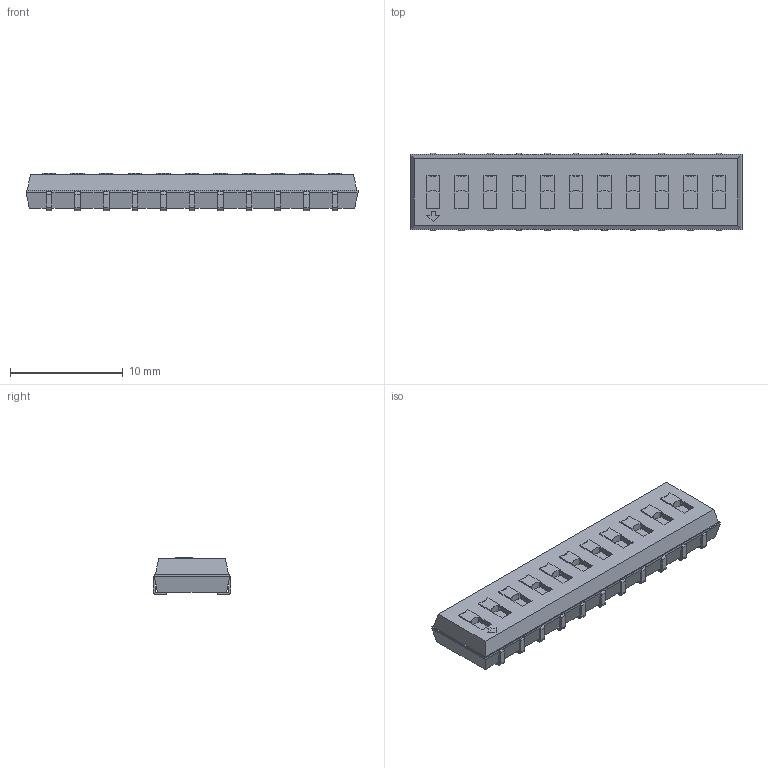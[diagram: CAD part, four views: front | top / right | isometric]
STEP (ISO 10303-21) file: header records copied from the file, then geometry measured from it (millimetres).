
FILE_DESCRIPTION(/* description */ ('model of SW_DIP_SPSTx11_Slide_6.7x29.5mm_W6.73mm_P2.54mm_LowProfile_JPin'),/* implementation_level */ '2;1');
FILE_NAME(/* name */ 'SW_DIP_SPSTx11_Slide_6.7x29.5mm_W6.73mm_P2.54mm_LowProfile_JPin.step',/* time_stamp */ '2018-12-27T15:15:05',/* author */ ('Terje Io','https://github.com/terjeio'),/* organization */ ('FreeCAD'),/* preprocessor_version */ 'OCC',/* originating_system */ 'kicad StepUp',/* authorisation */ '');
FILE_SCHEMA(('AUTOMOTIVE_DESIGN { 1 0 10303 214 1 1 1 1 }'));
Length unit declared in the file: millimetre
Products named in the file (1): SW_DIP_SPSTx11_Slide_67x295mm_W673mm_P254mm_LowProfile_JPin
Bounding box: 29.5 x 6.9 x 3.3 mm (x, y, z)
Volume: 549.3 mm3; surface area: 667.6 mm2
Topology: 1 solids, 1 shells, 404 faces, 1209 edges, 775 vertices
Faces by surface type: plane 304, cylinder 88, bspline 12
Entity records: 8767 total; most frequent: ORIENTED_EDGE 1813, CARTESIAN_POINT 1368, EDGE_CURVE 1209, VERTEX_POINT 775, LINE 720, AXIS2_PLACEMENT_3D 514, FACE_BOUND 416, EDGE_LOOP 416
